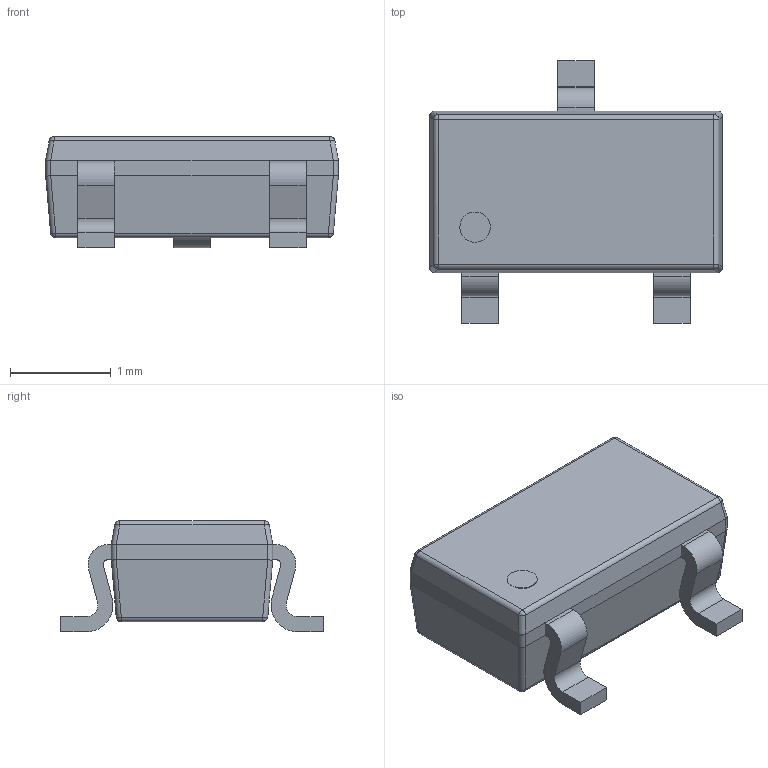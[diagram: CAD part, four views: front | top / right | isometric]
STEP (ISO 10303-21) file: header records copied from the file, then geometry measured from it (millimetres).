
FILE_DESCRIPTION(/* description */ (''),/* implementation_level */ '2;1');
FILE_NAME(/* name */ 'SC-74-3',/* time_stamp */ '2017-04-23T10:48:35+02:00',/* author */ (''),/* organization */ (''),/* preprocessor_version */ 'ST-DEVELOPER v14',/* originating_system */ '',/* authorisation */ '');
FILE_SCHEMA (('AUTOMOTIVE_DESIGN'));
Length unit declared in the file: millimetre
Products named in the file (1): Document
Bounding box: 2.9 x 2.6 x 1.1 mm (x, y, z)
Volume: 0.3 mm3; surface area: 22.4 mm2
Topology: 4 solids, 5 shells, 88 faces, 198 edges, 116 vertices
Faces by surface type: bspline 66, plane 22
Entity records: 2344 total; most frequent: CARTESIAN_POINT 1197, ORIENTED_EDGE 388, EDGE_CURVE 198, VERTEX_POINT 116, ADVANCED_FACE 88, FACE_OUTER_BOUND 88, EDGE_LOOP 88, B_SPLINE_CURVE_WITH_KNOTS 32
